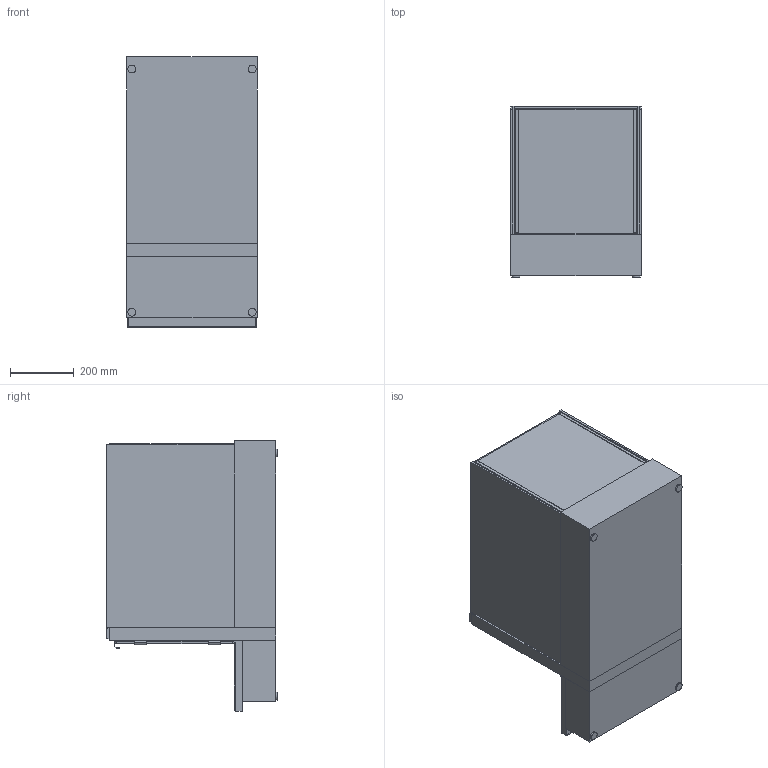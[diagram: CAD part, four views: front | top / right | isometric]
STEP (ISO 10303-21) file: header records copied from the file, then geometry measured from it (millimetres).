
FILE_DESCRIPTION (( 'STEP AP214' ), '1' );
FILE_NAME ('EU531240_W AE-41-53.STEP', '2022-05-06T06:12:04', ( '' ), ( '' ), 'SwSTEP 2.0', 'SolidWorks 2017', '' );
FILE_SCHEMA (( 'AUTOMOTIVE_DESIGN' ));
Length unit declared in the file: millimetre
Products named in the file (1): EU531240_W AE-41-53
Bounding box: 410 x 535 x 847 mm (x, y, z)
Volume: 51810941 mm3; surface area: 4484332.8 mm2
Topology: 25 solids, 25 shells, 239 faces, 556 edges, 370 vertices
Faces by surface type: plane 213, cylinder 26
Full cylindrical faces by diameter (mm): 25 x4
Entity records: 7380 total; most frequent: CARTESIAN_POINT 1168, ORIENTED_EDGE 1104, DIRECTION 1082, EDGE_CURVE 552, LINE 498, VECTOR 498, VERTEX_POINT 370, AXIS2_PLACEMENT_3D 292
